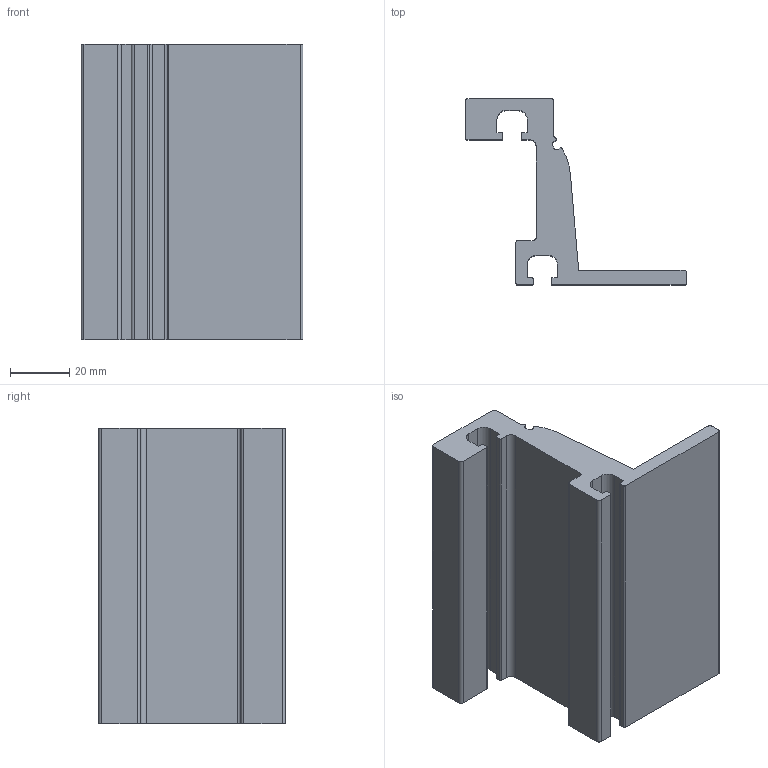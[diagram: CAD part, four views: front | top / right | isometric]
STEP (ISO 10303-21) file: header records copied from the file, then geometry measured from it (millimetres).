
FILE_DESCRIPTION(/* description */ (''),/* implementation_level */ '2;1');
FILE_NAME(/* name */ '186375.stp',/* time_stamp */ '2020-01-06T16:52:03+01:00',/* author */ ('Hnátek'),/* organization */ ('Alutec K&K'),/* preprocessor_version */ 'ST-DEVELOPER v17',/* originating_system */ 'Autodesk Inventor 2018',/* authorisation */ '');
FILE_SCHEMA (('AUTOMOTIVE_DESIGN { 1 0 10303 214 3 1 1 }'));
Length unit declared in the file: millimetre
Products named in the file (1): 186375
Bounding box: 75 x 63 x 100 mm (x, y, z)
Volume: 113371.2 mm3; surface area: 35383.7 mm2
Topology: 1 solids, 1 shells, 60 faces, 174 edges, 116 vertices
Faces by surface type: plane 32, cylinder 28
Entity records: 2033 total; most frequent: DIRECTION 352, CARTESIAN_POINT 351, ORIENTED_EDGE 348, EDGE_CURVE 174, LINE 118, VECTOR 118, AXIS2_PLACEMENT_3D 117, VERTEX_POINT 116
